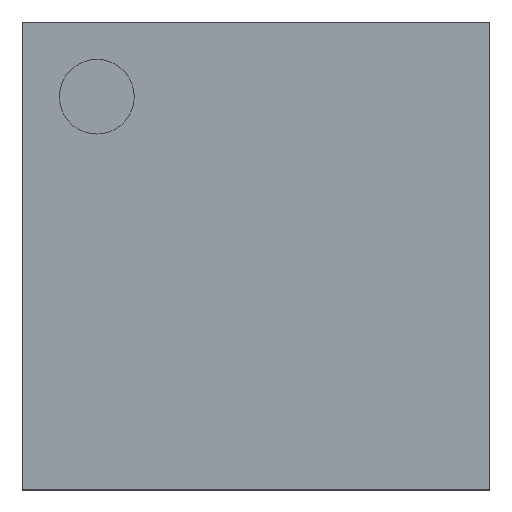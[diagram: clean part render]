
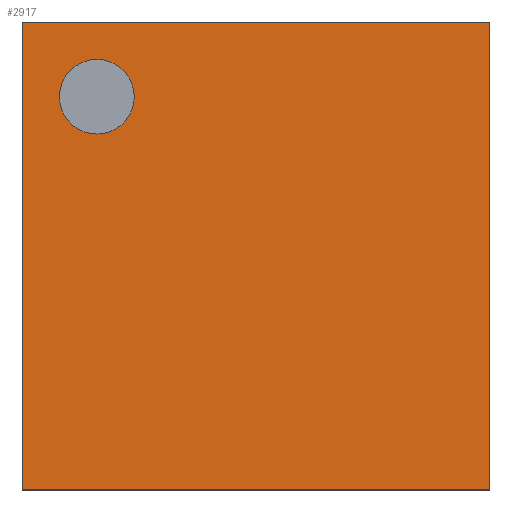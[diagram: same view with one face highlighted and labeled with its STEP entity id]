
A CAD part, top view. The second image highlights one B-rep face of the part: STEP entity #2917.
In plain terms, the highlighted free-form (B-spline) face has degree [1, 1] with [2, 2] control points.
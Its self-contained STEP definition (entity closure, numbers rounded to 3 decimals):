
#2695=CARTESIAN_POINT('',(-0.815,1.065,1.01));
#2696=VERTEX_POINT('',#2695);
#2705=CARTESIAN_POINT('',(-1.315,1.065,1.01));
#2706=VERTEX_POINT('',#2705);
#2707=CARTESIAN_POINT('',(-1.065,1.065,1.01));
#2708=DIRECTION('',(0.0,0.0,-1.0));
#2709=DIRECTION('',(1.0,0.0,0.0));
#2710=AXIS2_PLACEMENT_3D('',#2707,#2708,#2709);
#2711=CIRCLE('',#2710,0.25);
#2712=EDGE_CURVE('',#2706,#2696,#2711,.T.);
#2746=CARTESIAN_POINT('',(-1.065,1.065,1.01));
#2747=DIRECTION('',(0.0,0.0,-1.0));
#2748=DIRECTION('',(1.0,0.0,0.0));
#2749=AXIS2_PLACEMENT_3D('',#2746,#2747,#2748);
#2750=CIRCLE('',#2749,0.25);
#2751=EDGE_CURVE('',#2696,#2706,#2750,.T.);
#2771=CARTESIAN_POINT('',(-1.565,1.565,1.01));
#2772=VERTEX_POINT('',#2771);
#2781=CARTESIAN_POINT('',(1.565,1.565,1.01));
#2782=VERTEX_POINT('',#2781);
#2783=CARTESIAN_POINT('',(-1.565,1.565,1.01));
#2784=DIRECTION('',(1.0,0.0,0.0));
#2785=VECTOR('',#2784,3.13);
#2786=LINE('',#2783,#2785);
#2787=EDGE_CURVE('',#2772,#2782,#2786,.T.);
#2811=CARTESIAN_POINT('',(-1.565,-1.565,1.01));
#2812=VERTEX_POINT('',#2811);
#2821=CARTESIAN_POINT('',(-1.565,-1.565,1.01));
#2822=DIRECTION('',(0.0,1.0,0.0));
#2823=VECTOR('',#2822,3.13);
#2824=LINE('',#2821,#2823);
#2825=EDGE_CURVE('',#2812,#2772,#2824,.T.);
#2842=CARTESIAN_POINT('',(1.565,-1.565,1.01));
#2843=VERTEX_POINT('',#2842);
#2852=CARTESIAN_POINT('',(1.565,-1.565,1.01));
#2853=DIRECTION('',(-1.0,0.0,0.0));
#2854=VECTOR('',#2853,3.13);
#2855=LINE('',#2852,#2854);
#2856=EDGE_CURVE('',#2843,#2812,#2855,.T.);
#2891=CARTESIAN_POINT('',(1.565,1.565,1.01));
#2892=DIRECTION('',(0.0,-1.0,0.0));
#2893=VECTOR('',#2892,3.13);
#2894=LINE('',#2891,#2893);
#2895=EDGE_CURVE('',#2782,#2843,#2894,.T.);
#2902=CARTESIAN_POINT('',(-1.565,-1.565,1.01));
#2903=CARTESIAN_POINT('',(1.565,-1.565,1.01));
#2904=CARTESIAN_POINT('',(-1.565,1.565,1.01));
#2905=CARTESIAN_POINT('',(1.565,1.565,1.01));
#2906=B_SPLINE_SURFACE_WITH_KNOTS('',1,1,((#2902,#2904),(#2903,#2905)),.UNSPECIFIED.,.F.,.F.,.U.,(2,2),(2,2),(0.0,3.13),(0.0,3.13),.UNSPECIFIED.);
#2907=ORIENTED_EDGE('',*,*,#2895,.F.);
#2908=ORIENTED_EDGE('',*,*,#2787,.F.);
#2909=ORIENTED_EDGE('',*,*,#2825,.F.);
#2910=ORIENTED_EDGE('',*,*,#2856,.F.);
#2911=EDGE_LOOP('',(#2907,#2908,#2909,#2910));
#2912=FACE_OUTER_BOUND('',#2911,.T.);
#2913=ORIENTED_EDGE('',*,*,#2751,.T.);
#2914=ORIENTED_EDGE('',*,*,#2712,.T.);
#2915=EDGE_LOOP('',(#2913,#2914));
#2916=FACE_BOUND('',#2915,.T.);
#2917=ADVANCED_FACE('',(#2912,#2916),#2906,.T.);
